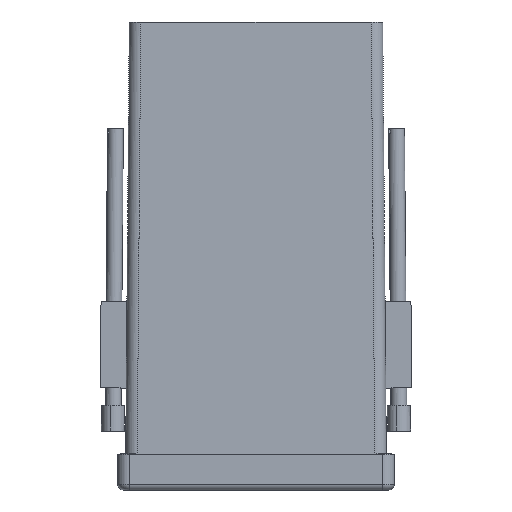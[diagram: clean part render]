
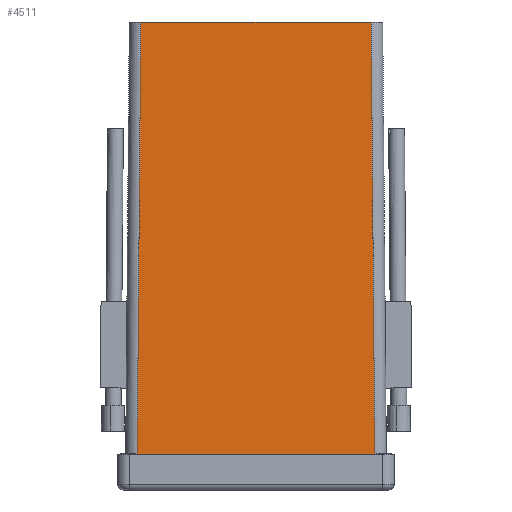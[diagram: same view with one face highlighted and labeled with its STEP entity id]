
A CAD part, front view. The second image highlights one B-rep face of the part: STEP entity #4511.
In plain terms, the highlighted planar face has unit normal (0, -1, 0.008).
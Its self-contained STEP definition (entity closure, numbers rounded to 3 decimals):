
#17 = AXIS2_PLACEMENT_3D ( 'NONE', #8520, #2060, #10305 ) ;
#343 = VERTEX_POINT ( 'NONE', #7917 ) ;
#383 = VERTEX_POINT ( 'NONE', #8502 ) ;
#713 = ORIENTED_EDGE ( 'NONE', *, *, #3386, .T. ) ;
#738 = DIRECTION ( 'NONE',  ( -0.008, -0.008, -1. ) ) ;
#1379 = DIRECTION ( 'NONE',  ( 1., 0., 0. ) ) ;
#2024 = VERTEX_POINT ( 'NONE', #5863 ) ;
#2060 = DIRECTION ( 'NONE',  ( 0., -1., 0.008 ) ) ;
#2093 = CARTESIAN_POINT ( 'NONE',  ( -44., -45.249, -150. ) ) ;
#2204 = ORIENTED_EDGE ( 'NONE', *, *, #9025, .T. ) ;
#2409 = VECTOR ( 'NONE', #2699, 1000. ) ;
#2410 = FACE_OUTER_BOUND ( 'NONE', #8322, .T. ) ;
#2699 = DIRECTION ( 'NONE',  ( -0.008, 0.008, 1. ) ) ;
#2724 = VECTOR ( 'NONE', #4541, 1000. ) ;
#3224 = CARTESIAN_POINT ( 'NONE',  ( -40., -44., -0.033 ) ) ;
#3315 = EDGE_CURVE ( 'NONE', #2024, #9349, #5858, .T. ) ;
#3386 = EDGE_CURVE ( 'NONE', #343, #2024, #4606, .T. ) ;
#3675 = PLANE ( 'NONE',  #17 ) ;
#4511 = ADVANCED_FACE ( 'NONE', ( #2410 ), #3675, .T. ) ;
#4541 = DIRECTION ( 'NONE',  ( 1., 0., 0. ) ) ;
#4606 = LINE ( 'NONE', #2093, #9893 ) ;
#4616 = ORIENTED_EDGE ( 'NONE', *, *, #3315, .T. ) ;
#4639 = VECTOR ( 'NONE', #738, 1000. ) ;
#5235 = CARTESIAN_POINT ( 'NONE',  ( 40., -44., 0. ) ) ;
#5858 = LINE ( 'NONE', #6061, #2409 ) ;
#5863 = CARTESIAN_POINT ( 'NONE',  ( 41.249, -45.249, -150. ) ) ;
#6061 = CARTESIAN_POINT ( 'NONE',  ( 39.994, -43.994, 0.699 ) ) ;
#7092 = LINE ( 'NONE', #7789, #2724 ) ;
#7225 = EDGE_CURVE ( 'NONE', #383, #9349, #7092, .T. ) ;
#7595 = ORIENTED_EDGE ( 'NONE', *, *, #7225, .F. ) ;
#7789 = CARTESIAN_POINT ( 'NONE',  ( -44., -44., 0. ) ) ;
#7917 = CARTESIAN_POINT ( 'NONE',  ( -41.249, -45.249, -150. ) ) ;
#8095 = LINE ( 'NONE', #3224, #4639 ) ;
#8322 = EDGE_LOOP ( 'NONE', ( #713, #4616, #7595, #2204 ) ) ;
#8502 = CARTESIAN_POINT ( 'NONE',  ( -40., -44., 0. ) ) ;
#8520 = CARTESIAN_POINT ( 'NONE',  ( -44., -44., 0. ) ) ;
#9025 = EDGE_CURVE ( 'NONE', #383, #343, #8095, .T. ) ;
#9349 = VERTEX_POINT ( 'NONE', #5235 ) ;
#9893 = VECTOR ( 'NONE', #1379, 1000. ) ;
#10305 = DIRECTION ( 'NONE',  ( 0., -0.008, -1. ) ) ;
